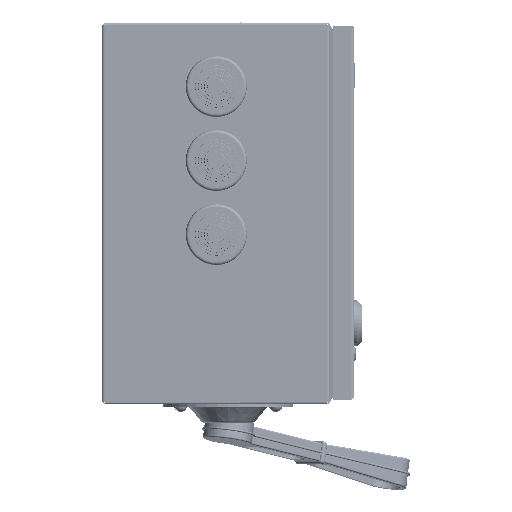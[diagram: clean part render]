
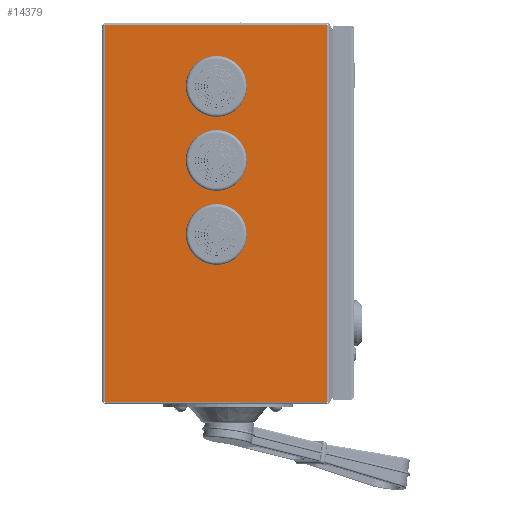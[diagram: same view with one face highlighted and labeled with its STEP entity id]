
A CAD part, left-side view. The second image highlights one B-rep face of the part: STEP entity #14379.
In plain terms, the highlighted planar face has unit normal (-1, 0, 0).
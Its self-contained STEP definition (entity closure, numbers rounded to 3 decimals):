
#5646 = EDGE_CURVE ( 'NONE', #79725, #73870, #204925, .T. ) ;
#7946 = VECTOR ( 'NONE', #37524, 1000. ) ;
#11369 = EDGE_CURVE ( 'NONE', #78385, #110770, #93588, .T. ) ;
#11483 = CARTESIAN_POINT ( 'NONE',  ( -215., -91.25, 83.4 ) ) ;
#14379 = ADVANCED_FACE ( 'NONE', ( #138529, #189225, #95436, #171374 ), #158877, .F. ) ;
#15413 = ORIENTED_EDGE ( 'NONE', *, *, #132735, .F. ) ;
#15807 = ORIENTED_EDGE ( 'NONE', *, *, #5646, .F. ) ;
#18574 = VERTEX_POINT ( 'NONE', #51583 ) ;
#18600 = ORIENTED_EDGE ( 'NONE', *, *, #184723, .F. ) ;
#21963 = CARTESIAN_POINT ( 'NONE',  ( -215., -75., 34.9 ) ) ;
#25469 = CARTESIAN_POINT ( 'NONE',  ( -215., -58.75, 34.9 ) ) ;
#26038 = CARTESIAN_POINT ( 'NONE',  ( -215., -58.75, 83.4 ) ) ;
#27737 = DIRECTION ( 'NONE',  ( -1., 0., 0. ) ) ;
#32587 = DIRECTION ( 'NONE',  ( 0., -1., 0. ) ) ;
#37524 = DIRECTION ( 'NONE',  ( 0., -1., 0. ) ) ;
#39269 = EDGE_CURVE ( 'NONE', #152542, #56323, #180279, .T. ) ;
#40519 = CARTESIAN_POINT ( 'NONE',  ( -215., -75., -13.6 ) ) ;
#50069 = VECTOR ( 'NONE', #99487, 1000. ) ;
#51583 = CARTESIAN_POINT ( 'NONE',  ( -215., -91.25, -13.6 ) ) ;
#52003 = EDGE_CURVE ( 'NONE', #110770, #56323, #197015, .T. ) ;
#52800 = ORIENTED_EDGE ( 'NONE', *, *, #150271, .F. ) ;
#53274 = CIRCLE ( 'NONE', #105752, 16.25 ) ;
#56323 = VERTEX_POINT ( 'NONE', #168145 ) ;
#56466 = EDGE_LOOP ( 'NONE', ( #15807, #52800 ) ) ;
#59505 = EDGE_CURVE ( 'NONE', #114497, #121765, #119885, .T. ) ;
#61059 = VERTEX_POINT ( 'NONE', #66590 ) ;
#61945 = EDGE_CURVE ( 'NONE', #121765, #114497, #53274, .T. ) ;
#66590 = CARTESIAN_POINT ( 'NONE',  ( -215., -58.75, -13.6 ) ) ;
#66841 = CIRCLE ( 'NONE', #98047, 16.25 ) ;
#72015 = AXIS2_PLACEMENT_3D ( 'NONE', #141974, #190045, #206342 ) ;
#73870 = VERTEX_POINT ( 'NONE', #11483 ) ;
#75460 = EDGE_LOOP ( 'NONE', ( #183969, #183727, #206788, #186242 ) ) ;
#76376 = AXIS2_PLACEMENT_3D ( 'NONE', #97146, #177817, #177141 ) ;
#78385 = VERTEX_POINT ( 'NONE', #149806 ) ;
#79725 = VERTEX_POINT ( 'NONE', #26038 ) ;
#81419 = CARTESIAN_POINT ( 'NONE',  ( -215., 0., 123.4 ) ) ;
#87433 = EDGE_LOOP ( 'NONE', ( #164868, #154989 ) ) ;
#93588 = LINE ( 'NONE', #81419, #141759 ) ;
#95436 = FACE_BOUND ( 'NONE', #139239, .T. ) ;
#97146 = CARTESIAN_POINT ( 'NONE',  ( -215., -75., -13.6 ) ) ;
#98047 = AXIS2_PLACEMENT_3D ( 'NONE', #186323, #27737, #141080 ) ;
#99487 = DIRECTION ( 'NONE',  ( 0., 0., -1. ) ) ;
#105752 = AXIS2_PLACEMENT_3D ( 'NONE', #196840, #113321, #162837 ) ;
#110527 = CARTESIAN_POINT ( 'NONE',  ( -215., -1.8, -123.4 ) ) ;
#110770 = VERTEX_POINT ( 'NONE', #145022 ) ;
#113321 = DIRECTION ( 'NONE',  ( -1., 0., 0. ) ) ;
#114497 = VERTEX_POINT ( 'NONE', #25469 ) ;
#115073 = AXIS2_PLACEMENT_3D ( 'NONE', #21963, #135278, #200379 ) ;
#116634 = LINE ( 'NONE', #130565, #159684 ) ;
#118397 = EDGE_CURVE ( 'NONE', #78385, #152542, #116634, .T. ) ;
#118901 = AXIS2_PLACEMENT_3D ( 'NONE', #125017, #174502, #127092 ) ;
#119885 = CIRCLE ( 'NONE', #115073, 16.25 ) ;
#121765 = VERTEX_POINT ( 'NONE', #144274 ) ;
#125017 = CARTESIAN_POINT ( 'NONE',  ( -215., -75., 83.4 ) ) ;
#127092 = DIRECTION ( 'NONE',  ( 0., -1., 0. ) ) ;
#130565 = CARTESIAN_POINT ( 'NONE',  ( -215., -1.8, 123.4 ) ) ;
#132735 = EDGE_CURVE ( 'NONE', #61059, #18574, #186766, .T. ) ;
#135278 = DIRECTION ( 'NONE',  ( -1., 0., 0. ) ) ;
#138529 = FACE_OUTER_BOUND ( 'NONE', #75460, .T. ) ;
#139239 = EDGE_LOOP ( 'NONE', ( #15413, #18600 ) ) ;
#141080 = DIRECTION ( 'NONE',  ( 0., -1., 0. ) ) ;
#141759 = VECTOR ( 'NONE', #32587, 1000. ) ;
#141974 = CARTESIAN_POINT ( 'NONE',  ( -215., 0., 123.4 ) ) ;
#144274 = CARTESIAN_POINT ( 'NONE',  ( -215., -91.25, 34.9 ) ) ;
#145022 = CARTESIAN_POINT ( 'NONE',  ( -215., -147.565, 123.4 ) ) ;
#149806 = CARTESIAN_POINT ( 'NONE',  ( -215., -1.8, 123.4 ) ) ;
#150271 = EDGE_CURVE ( 'NONE', #73870, #79725, #66841, .T. ) ;
#152542 = VERTEX_POINT ( 'NONE', #110527 ) ;
#153784 = DIRECTION ( 'NONE',  ( 0., -1., 0. ) ) ;
#154879 = AXIS2_PLACEMENT_3D ( 'NONE', #40519, #204770, #153784 ) ;
#154989 = ORIENTED_EDGE ( 'NONE', *, *, #61945, .F. ) ;
#158877 = PLANE ( 'NONE',  #72015 ) ;
#159684 = VECTOR ( 'NONE', #161692, 1000. ) ;
#161692 = DIRECTION ( 'NONE',  ( 0., 0., -1. ) ) ;
#162837 = DIRECTION ( 'NONE',  ( 0., -1., 0. ) ) ;
#163861 = CARTESIAN_POINT ( 'NONE',  ( -215., -147.565, 123.4 ) ) ;
#164868 = ORIENTED_EDGE ( 'NONE', *, *, #59505, .F. ) ;
#168145 = CARTESIAN_POINT ( 'NONE',  ( -215., -147.565, -123.4 ) ) ;
#171374 = FACE_BOUND ( 'NONE', #87433, .T. ) ;
#174502 = DIRECTION ( 'NONE',  ( -1., 0., 0. ) ) ;
#177141 = DIRECTION ( 'NONE',  ( 0., -1., 0. ) ) ;
#177817 = DIRECTION ( 'NONE',  ( -1., 0., 0. ) ) ;
#180279 = LINE ( 'NONE', #199663, #7946 ) ;
#183727 = ORIENTED_EDGE ( 'NONE', *, *, #52003, .F. ) ;
#183969 = ORIENTED_EDGE ( 'NONE', *, *, #39269, .T. ) ;
#184723 = EDGE_CURVE ( 'NONE', #18574, #61059, #199499, .T. ) ;
#186242 = ORIENTED_EDGE ( 'NONE', *, *, #118397, .T. ) ;
#186323 = CARTESIAN_POINT ( 'NONE',  ( -215., -75., 83.4 ) ) ;
#186766 = CIRCLE ( 'NONE', #154879, 16.25 ) ;
#189225 = FACE_BOUND ( 'NONE', #56466, .T. ) ;
#190045 = DIRECTION ( 'NONE',  ( 1., 0., 0. ) ) ;
#196840 = CARTESIAN_POINT ( 'NONE',  ( -215., -75., 34.9 ) ) ;
#197015 = LINE ( 'NONE', #163861, #50069 ) ;
#199499 = CIRCLE ( 'NONE', #76376, 16.25 ) ;
#199663 = CARTESIAN_POINT ( 'NONE',  ( -215., 0., -123.4 ) ) ;
#200379 = DIRECTION ( 'NONE',  ( 0., -1., 0. ) ) ;
#204770 = DIRECTION ( 'NONE',  ( -1., 0., 0. ) ) ;
#204925 = CIRCLE ( 'NONE', #118901, 16.25 ) ;
#206342 = DIRECTION ( 'NONE',  ( 0., 1., 0. ) ) ;
#206788 = ORIENTED_EDGE ( 'NONE', *, *, #11369, .F. ) ;
